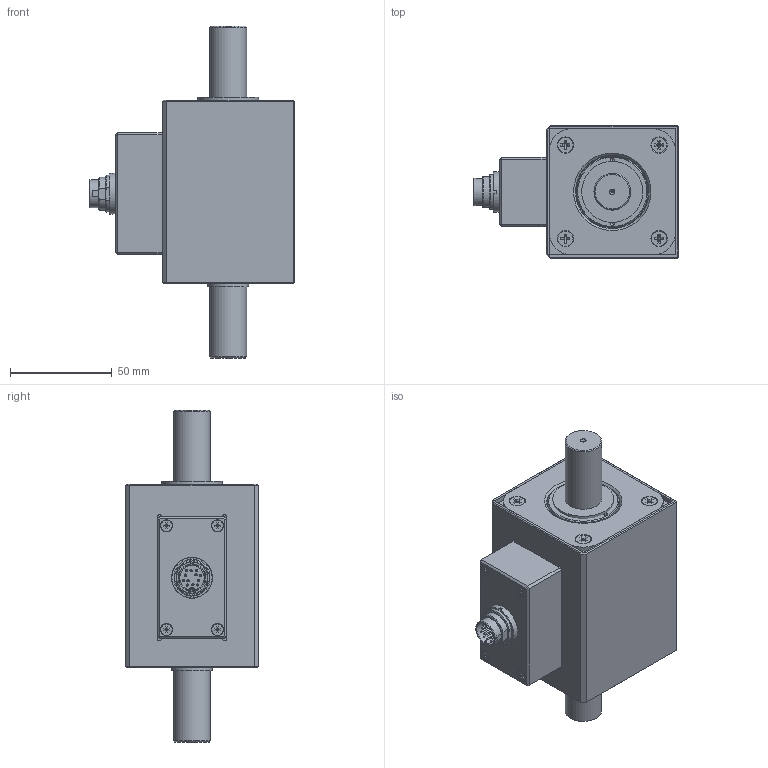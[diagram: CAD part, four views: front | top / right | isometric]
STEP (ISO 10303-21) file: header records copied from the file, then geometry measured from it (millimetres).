
FILE_DESCRIPTION( ( 'Unknown' ), '1' );
FILE_NAME( 'Dr2643-20-100Nm.stp', 'Unknown', ( 'Unknown' ), ( 'Unknown' ), 'PSStep 17.0.49', 'Unknown', ' ' );
FILE_SCHEMA( ( 'AUTOMOTIVE_DESIGN { 1 0 10303 214 1 1 1 1 }' ) );
Length unit declared in the file: millimetre
Products named in the file (23): 2643-B06_DOC-00062327_DOC-00062327; 2643-016_DOC-00062319_DOC-00062319; 2643-018_DOC-00062334_DOC-00062334; 2643-021_DOC-00062353_DOC-00062353; DIN 625-T1-6006-2RS_30x55x13; Gewindestift DIN 914-M2x4; 2643-B07_DOC-00062357_DOC-00062357; 2643-022_DOC-00062358_DOC-00062358; 2643-023_DOC-00062362_DOC-00062362; 2643-027_DOC-00062380_DOC-00062380; Senkschraube DIN 965-M4x8-H; 2643-B15_Elektronikgehäuse_DOC-00067869; Senkschraube DIN 965-M3x30-H; 2643-107_DOC-00105004; Assem1; mutter_09-0323-89-06_DOC-00067592; cerl0B20E61Fok6c
Assembly tree (40 placements, depth 3):
  Assem1
    mutter_09-0323-89-06_DOC-00067592
    cerl0B20E61Fok6c
    2643-B07_DOC-00062357_DOC-00062357
      2643-022_DOC-00062358_DOC-00062358
      2643-023_DOC-00062362_DOC-00062362
      2643-027_DOC-00062380_DOC-00062380
      Senkschraube DIN 965-M4x8-H  x8
    2643-B06_DOC-00062327_DOC-00062327
      2643-016_DOC-00062319_DOC-00062319
      2643-018_DOC-00062334_DOC-00062334
      2643-021_DOC-00062353_DOC-00062353
      DIN 625-T1-6006-2RS_30x55x13  x2
      DIN 625-T1-6006-2RS_30x55x13  x2
      DIN 625-T1-6006-2RS_30x55x13  x2
      DIN 625-T1-6006-2RS_30x55x13  x2
      DIN 625-T1-6006-2RS_30x55x13  x2
      DIN 625-T1-6006-2RS_30x55x13  x2
      DIN 625-T1-6006-2RS_30x55x13  x2
      Gewindestift DIN 914-M2x4  x2
    2643-B15_Elektronikgehäuse_DOC-00067869
      Senkschraube DIN 965-M3x30-H  x4
      2643-107_DOC-00105004
Bounding box: 100.62 x 65 x 163 mm (x, y, z)
Volume: 294664.2 mm3; surface area: 140536.9 mm2
Topology: 37 solids, 39 shells, 825 faces, 1925 edges, 1243 vertices
Faces by surface type: plane 410, cylinder 236, cone 95, torus 83, bspline 1
Full cylindrical faces by diameter (mm): 0.7 x24, 1.25 x2, 1.567 x2, 2 x6, 2.387 x4, 2.459 x6, 3 x4, 3.141 x8, 3.2 x4, 3.242 x8, 4 x8, 4.3 x8, 4.917 x4, 5.6 x4, 6 x2, 7.5 x8, 11.7 x1, 12 x1, 12.85 x1, 13.6 x1, 15 x1, 17.188 x1, 18 x2, 20 x3, 20.5 x1, 25.917 x2, 30 x3, 35 x1, 35.6 x4, 35.62 x4
Entity records: 16809 total; most frequent: CARTESIAN_POINT 2547, DIRECTION 2292, ORIENTED_EDGE 1640, AXIS2_PLACEMENT_3D 960, EDGE_LOOP 854, EDGE_CURVE 820, FACE_OUTER_BOUND 673, VERTEX_POINT 667
